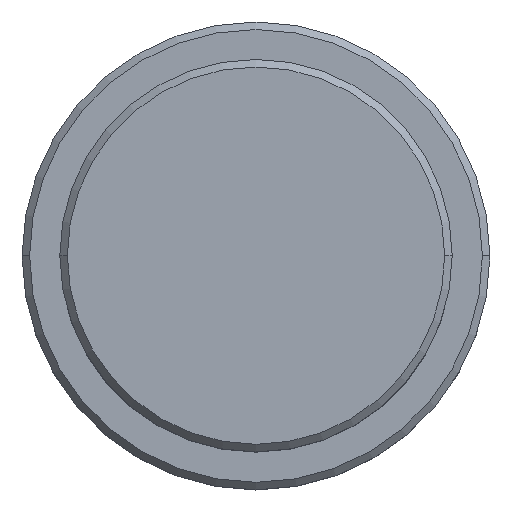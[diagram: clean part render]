
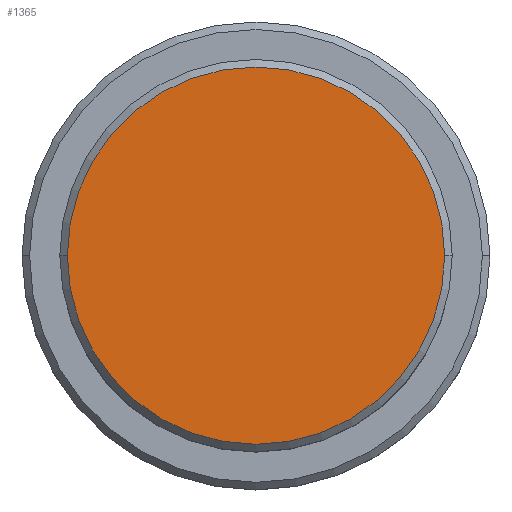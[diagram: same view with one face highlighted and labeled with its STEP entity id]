
A CAD part, top view. The second image highlights one B-rep face of the part: STEP entity #1365.
In plain terms, the highlighted planar face has unit normal (0, 0, 1).
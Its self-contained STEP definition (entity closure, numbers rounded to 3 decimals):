
#106 = CARTESIAN_POINT ( 'NONE',  ( 0., 0., 0. ) ) ;
#153 = DIRECTION ( 'NONE',  ( 1., 0., 0. ) ) ;
#180 = DIRECTION ( 'NONE',  ( 0., 0., 1. ) ) ;
#225 = DIRECTION ( 'NONE',  ( 0., 0., 1. ) ) ;
#257 = CIRCLE ( 'NONE', #1016, 12.5 ) ;
#260 = DIRECTION ( 'NONE',  ( 1., 0., 0. ) ) ;
#279 = ORIENTED_EDGE ( 'NONE', *, *, #617, .T. ) ;
#284 = CARTESIAN_POINT ( 'NONE',  ( 0., 0., 0. ) ) ;
#298 = ORIENTED_EDGE ( 'NONE', *, *, #361, .T. ) ;
#354 = CARTESIAN_POINT ( 'NONE',  ( 0., 0., 0. ) ) ;
#361 = EDGE_CURVE ( 'NONE', #1290, #967, #1314, .T. ) ;
#403 = CARTESIAN_POINT ( 'NONE',  ( -12.5, 0., 0. ) ) ;
#617 = EDGE_CURVE ( 'NONE', #967, #1290, #257, .T. ) ;
#620 = AXIS2_PLACEMENT_3D ( 'NONE', #354, #786, #153 ) ;
#688 = EDGE_LOOP ( 'NONE', ( #298, #279 ) ) ;
#744 = FACE_OUTER_BOUND ( 'NONE', #688, .T. ) ;
#786 = DIRECTION ( 'NONE',  ( 0., 0., 1. ) ) ;
#967 = VERTEX_POINT ( 'NONE', #1039 ) ;
#1016 = AXIS2_PLACEMENT_3D ( 'NONE', #284, #180, #260 ) ;
#1039 = CARTESIAN_POINT ( 'NONE',  ( 12.5, 0., 0. ) ) ;
#1192 = PLANE ( 'NONE',  #1326 ) ;
#1290 = VERTEX_POINT ( 'NONE', #403 ) ;
#1314 = CIRCLE ( 'NONE', #620, 12.5 ) ;
#1326 = AXIS2_PLACEMENT_3D ( 'NONE', #106, #225, #1416 ) ;
#1365 = ADVANCED_FACE ( 'NONE', ( #744 ), #1192, .T. ) ;
#1416 = DIRECTION ( 'NONE',  ( 1., 0., 0. ) ) ;
